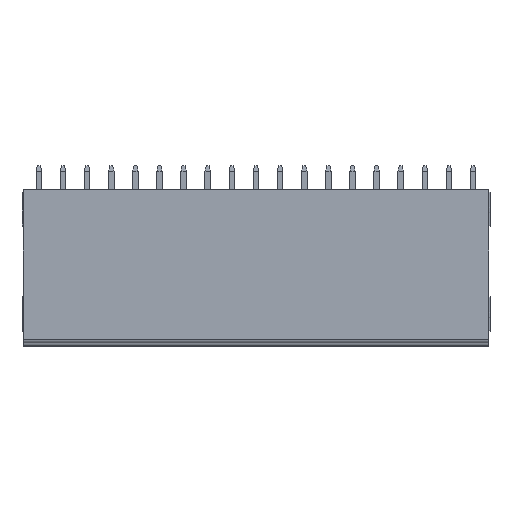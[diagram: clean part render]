
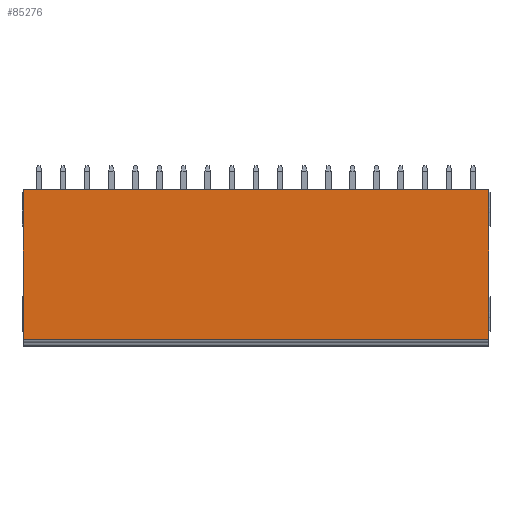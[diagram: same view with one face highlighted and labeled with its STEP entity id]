
A CAD part, top view. The second image highlights one B-rep face of the part: STEP entity #85276.
In plain terms, the highlighted planar face has unit normal (0, 0, 1).
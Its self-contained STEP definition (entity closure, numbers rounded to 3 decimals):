
#30477=DIRECTION('',(-1.,0.,0.));
#30478=VECTOR('',#30477,67.6);
#30479=CARTESIAN_POINT('',(-0.15,-10.3,9.2));
#30480=LINE('',#30479,#30478);
#30486=DIRECTION('',(0.,-1.,0.));
#30487=VECTOR('',#30486,21.7);
#30488=CARTESIAN_POINT('',(-67.75,11.4,9.2));
#30489=LINE('',#30488,#30487);
#30490=DIRECTION('',(-1.,0.,0.));
#30491=VECTOR('',#30490,67.6);
#30492=CARTESIAN_POINT('',(-0.15,11.4,9.2));
#30493=LINE('',#30492,#30491);
#30494=DIRECTION('',(0.,-1.,0.));
#30495=VECTOR('',#30494,21.7);
#30496=CARTESIAN_POINT('',(-0.15,11.4,9.2));
#30497=LINE('',#30496,#30495);
#37390=CARTESIAN_POINT('',(-0.15,11.4,9.2));
#37391=VERTEX_POINT('',#37390);
#37392=CARTESIAN_POINT('',(-0.15,-10.3,9.2));
#37393=VERTEX_POINT('',#37392);
#42552=CARTESIAN_POINT('',(-67.75,11.4,9.2));
#42553=VERTEX_POINT('',#42552);
#42554=CARTESIAN_POINT('',(-67.75,-10.3,9.2));
#42555=VERTEX_POINT('',#42554);
#85264=CARTESIAN_POINT('',(0.,11.4,9.2));
#85265=DIRECTION('',(0.,0.,1.));
#85266=DIRECTION('',(0.,-1.,0.));
#85267=AXIS2_PLACEMENT_3D('',#85264,#85265,#85266);
#85268=PLANE('',#85267);
#85269=ORIENTED_EDGE('',*,*,#63797,.F.);
#85271=ORIENTED_EDGE('',*,*,#85270,.F.);
#85272=ORIENTED_EDGE('',*,*,#85053,.T.);
#85273=ORIENTED_EDGE('',*,*,#85257,.T.);
#85274=EDGE_LOOP('',(#85269,#85271,#85272,#85273));
#85275=FACE_OUTER_BOUND('',#85274,.F.);
#85276=ADVANCED_FACE('',(#85275),#85268,.T.);
#63797=EDGE_CURVE('',#42553,#42555,#30489,.T.);
#85053=EDGE_CURVE('',#37391,#37393,#30497,.T.);
#85257=EDGE_CURVE('',#37393,#42555,#30480,.T.);
#85270=EDGE_CURVE('',#37391,#42553,#30493,.T.);
